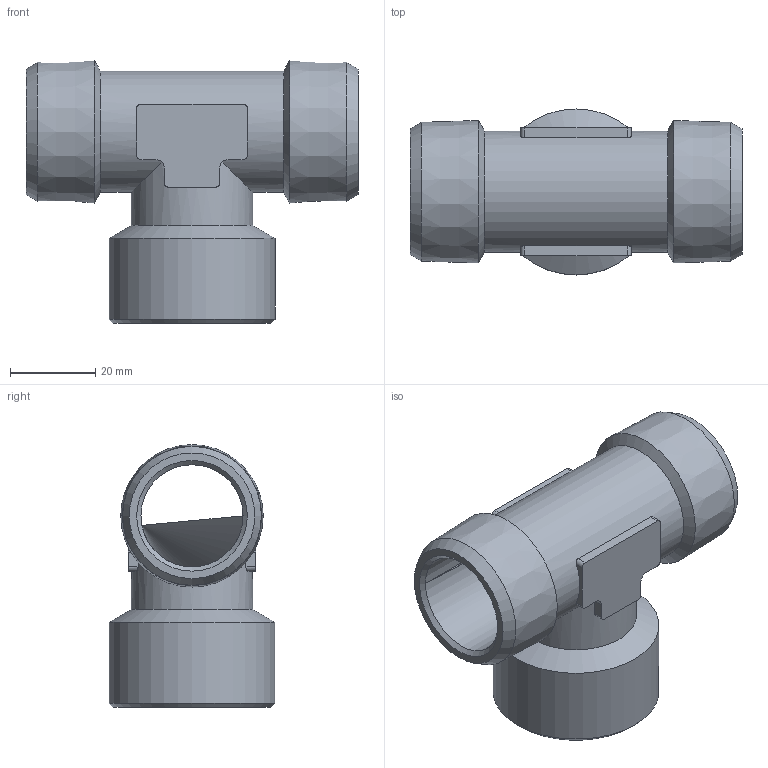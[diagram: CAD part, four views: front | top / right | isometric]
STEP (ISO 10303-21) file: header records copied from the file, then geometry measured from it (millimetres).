
FILE_DESCRIPTION(( 'RA.45.01.01.STP' ), '1');
FILE_NAME( 'RA.45.01.01.STP', '2018-11-09T15:48:07',( 'Sopra'),('sopra-pneumatic.com'), 'SwSTEP 2.0','SolidWorks 2009','' );
FILE_SCHEMA (('AUTOMOTIVE_DESIGN { 1 0 10303 214 1 1 1 1 }'));
Length unit declared in the file: millimetre
Products named in the file (2): Root; 40207
Assembly tree (1 placements, depth 2):
  Root
    40207
Bounding box: 78 x 39 x 61.73 mm (x, y, z)
Volume: 33933.4 mm3; surface area: 20886.1 mm2
Topology: 1 solids, 1 shells, 55 faces, 150 edges, 96 vertices
Faces by surface type: cylinder 22, plane 21, cone 12
Full cylindrical faces by diameter (mm): 24 x2, 28.5 x2, 30.291 x1, 39 x1
Entity records: 5469 total; most frequent: CARTESIAN_POINT 2936, DIRECTION 264, PRESENTATION_STYLE_ASSIGNMENT 249, COLOUR_RGB 249, DRAUGHTING_PRE_DEFINED_CURVE_FONT 248, CURVE_STYLE 248, OVER_RIDING_STYLED_ITEM 248, ORIENTED_EDGE 248
